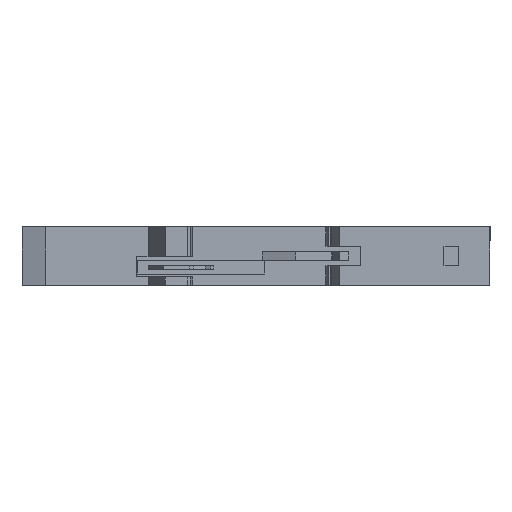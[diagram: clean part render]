
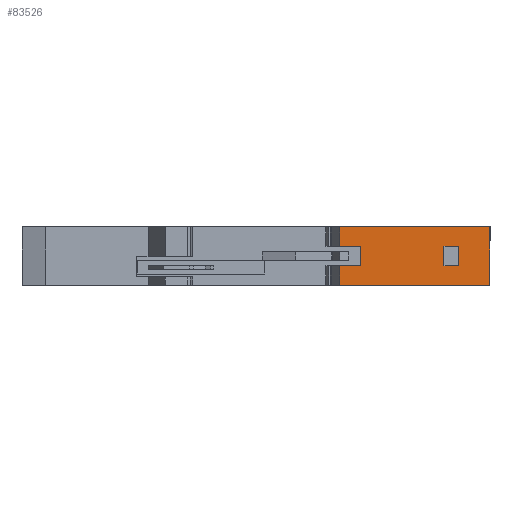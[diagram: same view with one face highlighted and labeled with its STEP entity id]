
A CAD part, front view. The second image highlights one B-rep face of the part: STEP entity #83526.
In plain terms, the highlighted planar face has unit normal (0, -1, 0).
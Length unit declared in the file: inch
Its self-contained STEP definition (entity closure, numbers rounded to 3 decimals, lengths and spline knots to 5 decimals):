
#1346 = CARTESIAN_POINT ( 'NONE',  ( 1.5815, -0.99213, 0.083 ) ) ;
#2709 = PLANE ( 'NONE',  #65375 ) ;
#6640 = VECTOR ( 'NONE', #169018, 39.37008 ) ;
#15067 = CARTESIAN_POINT ( 'NONE',  ( 0.875, -0.99213, 0.081 ) ) ;
#21422 = VERTEX_POINT ( 'NONE', #213618 ) ;
#23848 = CARTESIAN_POINT ( 'NONE',  ( -1.9685, -0.99213, 0.24606 ) ) ;
#25522 = LINE ( 'NONE', #173312, #190054 ) ;
#25983 = LINE ( 'NONE', #204300, #52487 ) ;
#27111 = DIRECTION ( 'NONE',  ( -1., 0., 0. ) ) ;
#30525 = VERTEX_POINT ( 'NONE', #55724 ) ;
#33065 = CARTESIAN_POINT ( 'NONE',  ( 1.704, -0.99213, 0.083 ) ) ;
#34894 = LINE ( 'NONE', #195185, #81140 ) ;
#35449 = VERTEX_POINT ( 'NONE', #167894 ) ;
#39840 = CARTESIAN_POINT ( 'NONE',  ( 0.875, -0.99213, -0.081 ) ) ;
#40530 = ORIENTED_EDGE ( 'NONE', *, *, #84823, .F. ) ;
#45077 = DIRECTION ( 'NONE',  ( 0., 0., 1. ) ) ;
#48930 = VERTEX_POINT ( 'NONE', #197043 ) ;
#49314 = CARTESIAN_POINT ( 'NONE',  ( 0.70659, -0.99213, 0.081 ) ) ;
#52219 = EDGE_CURVE ( 'NONE', #178970, #21422, #204411, .T. ) ;
#52487 = VECTOR ( 'NONE', #101127, 39.37008 ) ;
#55724 = CARTESIAN_POINT ( 'NONE',  ( 1.704, -0.99213, -0.083 ) ) ;
#57482 = EDGE_CURVE ( 'NONE', #35449, #266212, #131025, .T. ) ;
#60295 = EDGE_CURVE ( 'NONE', #30525, #186496, #140031, .T. ) ;
#63272 = ORIENTED_EDGE ( 'NONE', *, *, #114052, .F. ) ;
#64989 = ORIENTED_EDGE ( 'NONE', *, *, #76839, .F. ) ;
#65375 = AXIS2_PLACEMENT_3D ( 'NONE', #23848, #171112, #45077 ) ;
#68363 = CARTESIAN_POINT ( 'NONE',  ( -1.9685, -0.99213, -0.24606 ) ) ;
#69239 = LINE ( 'NONE', #232577, #6640 ) ;
#70007 = VECTOR ( 'NONE', #27111, 39.37008 ) ;
#75095 = VECTOR ( 'NONE', #98381, 39.37008 ) ;
#76839 = EDGE_CURVE ( 'NONE', #178970, #192250, #25522, .T. ) ;
#81140 = VECTOR ( 'NONE', #216396, 39.37008 ) ;
#83526 = ADVANCED_FACE ( 'NONE', ( #244260, #155468 ), #2709, .F. ) ;
#84823 = EDGE_CURVE ( 'NONE', #110616, #35449, #25983, .T. ) ;
#85084 = DIRECTION ( 'NONE',  ( 0., 0., -1. ) ) ;
#90600 = CARTESIAN_POINT ( 'NONE',  ( 0.5885, -0.99213, 0.081 ) ) ;
#97914 = ORIENTED_EDGE ( 'NONE', *, *, #269117, .F. ) ;
#98381 = DIRECTION ( 'NONE',  ( 1., 0., 0. ) ) ;
#101127 = DIRECTION ( 'NONE',  ( 0., 0., 1. ) ) ;
#102458 = VERTEX_POINT ( 'NONE', #39840 ) ;
#110616 = VERTEX_POINT ( 'NONE', #49314 ) ;
#114052 = EDGE_CURVE ( 'NONE', #48930, #228311, #166756, .T. ) ;
#120157 = VECTOR ( 'NONE', #180293, 39.37008 ) ;
#129089 = EDGE_LOOP ( 'NONE', ( #40530, #133349, #147528, #150658, #64989, #200903, #97914, #198212 ) ) ;
#131025 = LINE ( 'NONE', #224576, #75095 ) ;
#132491 = CARTESIAN_POINT ( 'NONE',  ( 1.5815, -0.99213, -0.083 ) ) ;
#133349 = ORIENTED_EDGE ( 'NONE', *, *, #177451, .F. ) ;
#138959 = VECTOR ( 'NONE', #139152, 39.37008 ) ;
#139152 = DIRECTION ( 'NONE',  ( 1., 0., 0. ) ) ;
#140031 = LINE ( 'NONE', #33065, #120157 ) ;
#146204 = CARTESIAN_POINT ( 'NONE',  ( 1.704, -0.99213, 0.083 ) ) ;
#147528 = ORIENTED_EDGE ( 'NONE', *, *, #160283, .F. ) ;
#150658 = ORIENTED_EDGE ( 'NONE', *, *, #205059, .F. ) ;
#151321 = CARTESIAN_POINT ( 'NONE',  ( 1.9685, -0.99213, 0.24606 ) ) ;
#155468 = FACE_OUTER_BOUND ( 'NONE', #129089, .T. ) ;
#158317 = EDGE_CURVE ( 'NONE', #186496, #48930, #181962, .T. ) ;
#160283 = EDGE_CURVE ( 'NONE', #102458, #262009, #34894, .T. ) ;
#166756 = LINE ( 'NONE', #254379, #222839 ) ;
#167894 = CARTESIAN_POINT ( 'NONE',  ( 0.70659, -0.99213, 0.24606 ) ) ;
#169018 = DIRECTION ( 'NONE',  ( 0., 0., -1. ) ) ;
#171112 = DIRECTION ( 'NONE',  ( 0., 1., 0. ) ) ;
#173312 = CARTESIAN_POINT ( 'NONE',  ( 0.70659, -0.99213, -0.24606 ) ) ;
#174198 = ORIENTED_EDGE ( 'NONE', *, *, #271165, .F. ) ;
#177451 = EDGE_CURVE ( 'NONE', #262009, #110616, #252789, .T. ) ;
#177453 = VECTOR ( 'NONE', #251243, 39.37008 ) ;
#178970 = VERTEX_POINT ( 'NONE', #199292 ) ;
#180293 = DIRECTION ( 'NONE',  ( 0., 0., 1. ) ) ;
#181962 = LINE ( 'NONE', #1346, #70007 ) ;
#182470 = ORIENTED_EDGE ( 'NONE', *, *, #60295, .F. ) ;
#186496 = VERTEX_POINT ( 'NONE', #146204 ) ;
#190054 = VECTOR ( 'NONE', #237736, 39.37008 ) ;
#192250 = VERTEX_POINT ( 'NONE', #269925 ) ;
#195185 = CARTESIAN_POINT ( 'NONE',  ( 0.875, -0.99213, 0.081 ) ) ;
#195574 = DIRECTION ( 'NONE',  ( -1., 0., 0. ) ) ;
#197043 = CARTESIAN_POINT ( 'NONE',  ( 1.5815, -0.99213, 0.083 ) ) ;
#197144 = DIRECTION ( 'NONE',  ( 1., 0., 0. ) ) ;
#198212 = ORIENTED_EDGE ( 'NONE', *, *, #57482, .F. ) ;
#199292 = CARTESIAN_POINT ( 'NONE',  ( 0.70659, -0.99213, -0.24606 ) ) ;
#200903 = ORIENTED_EDGE ( 'NONE', *, *, #52219, .T. ) ;
#203470 = VECTOR ( 'NONE', #195574, 39.37008 ) ;
#204300 = CARTESIAN_POINT ( 'NONE',  ( 0.70659, -0.99213, -0.24606 ) ) ;
#204411 = LINE ( 'NONE', #68363, #253691 ) ;
#205059 = EDGE_CURVE ( 'NONE', #192250, #102458, #233518, .T. ) ;
#213618 = CARTESIAN_POINT ( 'NONE',  ( 1.9685, -0.99213, -0.24606 ) ) ;
#216396 = DIRECTION ( 'NONE',  ( 0., 0., 1. ) ) ;
#221515 = EDGE_LOOP ( 'NONE', ( #174198, #63272, #245927, #182470 ) ) ;
#222839 = VECTOR ( 'NONE', #85084, 39.37008 ) ;
#224576 = CARTESIAN_POINT ( 'NONE',  ( -1.9685, -0.99213, 0.24606 ) ) ;
#228311 = VERTEX_POINT ( 'NONE', #231731 ) ;
#231731 = CARTESIAN_POINT ( 'NONE',  ( 1.5815, -0.99213, -0.083 ) ) ;
#232577 = CARTESIAN_POINT ( 'NONE',  ( 1.9685, -0.99213, 0.24606 ) ) ;
#233518 = LINE ( 'NONE', #272418, #177453 ) ;
#237736 = DIRECTION ( 'NONE',  ( 0., 0., 1. ) ) ;
#244260 = FACE_BOUND ( 'NONE', #221515, .T. ) ;
#245927 = ORIENTED_EDGE ( 'NONE', *, *, #158317, .F. ) ;
#251243 = DIRECTION ( 'NONE',  ( 1., 0., 0. ) ) ;
#252789 = LINE ( 'NONE', #90600, #203470 ) ;
#253691 = VECTOR ( 'NONE', #197144, 39.37008 ) ;
#254379 = CARTESIAN_POINT ( 'NONE',  ( 1.5815, -0.99213, 0.083 ) ) ;
#257409 = LINE ( 'NONE', #132491, #138959 ) ;
#262009 = VERTEX_POINT ( 'NONE', #15067 ) ;
#266212 = VERTEX_POINT ( 'NONE', #151321 ) ;
#269117 = EDGE_CURVE ( 'NONE', #266212, #21422, #69239, .T. ) ;
#269925 = CARTESIAN_POINT ( 'NONE',  ( 0.70659, -0.99213, -0.081 ) ) ;
#271165 = EDGE_CURVE ( 'NONE', #228311, #30525, #257409, .T. ) ;
#272418 = CARTESIAN_POINT ( 'NONE',  ( 0.5885, -0.99213, -0.081 ) ) ;
